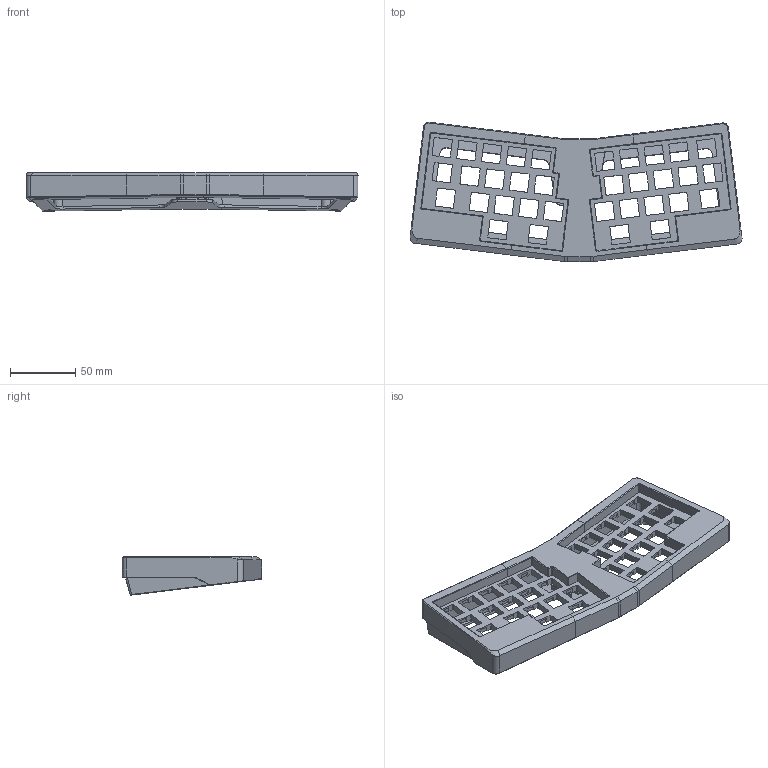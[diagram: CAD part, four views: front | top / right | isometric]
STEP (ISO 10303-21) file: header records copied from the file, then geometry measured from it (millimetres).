
FILE_DESCRIPTION(/* description */ (''),/* implementation_level */ '2;1');
FILE_NAME(/* name */ 'la lettre.step',/* time_stamp */ '2022-03-03T11:35:35-05:00',/* author */ (''),/* organization */ (''),/* preprocessor_version */ 'ST-DEVELOPER v18.1',/* originating_system */ 'Autodesk Translation Framework v10.13.0.1454',/* authorisation */ '');
FILE_SCHEMA (('AUTOMOTIVE_DESIGN { 1 0 10303 214 3 1 1 }'));
Length unit declared in the file: millimetre
Products named in the file (4): la lettre; Plate; Top; Bottom
Assembly tree (3 placements, depth 2):
  la lettre
    Plate
    Top
    Bottom
Bounding box: 253.91 x 106.74 x 29.31 mm (x, y, z)
Volume: 183447.8 mm3; surface area: 117772.5 mm2
Topology: 7 solids, 7 shells, 1061 faces, 2982 edges, 1944 vertices
Faces by surface type: plane 665, cylinder 306, bspline 58, cone 30, sphere 2
Full cylindrical faces by diameter (mm): 2 x4, 2.2 x4, 3.5 x8, 4 x2, 8 x4
Entity records: 35106 total; most frequent: CARTESIAN_POINT 7309, ORIENTED_EDGE 5952, DIRECTION 5513, EDGE_CURVE 2976, LINE 2233, VECTOR 2233, VERTEX_POINT 1944, AXIS2_PLACEMENT_3D 1640
